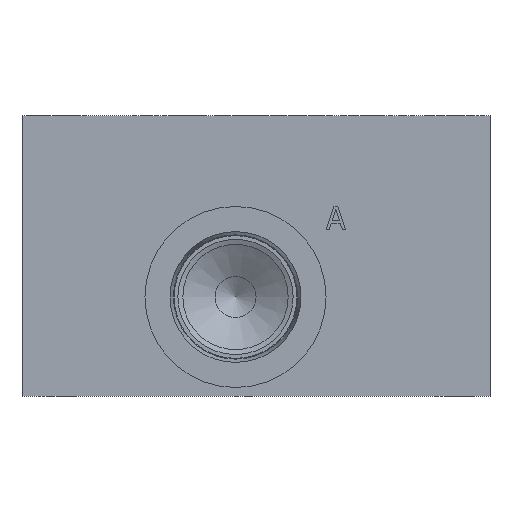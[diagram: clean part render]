
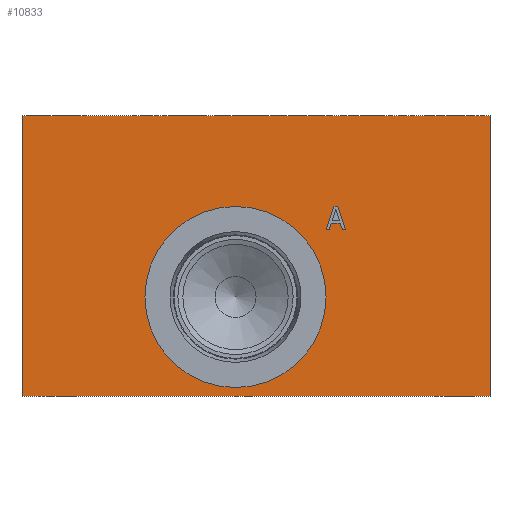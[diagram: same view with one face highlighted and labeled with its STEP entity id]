
A CAD part, left-side view. The second image highlights one B-rep face of the part: STEP entity #10833.
In plain terms, the highlighted planar face has unit normal (-1, 0, 0).
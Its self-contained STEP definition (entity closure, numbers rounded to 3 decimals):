
#112=CIRCLE('',#11285,24.562);
#113=CIRCLE('',#11286,24.562);
#336=FACE_BOUND('',#1822,.T.);
#337=FACE_BOUND('',#1823,.T.);
#1224=FACE_OUTER_BOUND('',#1821,.T.);
#1821=EDGE_LOOP('',(#8917,#8918,#8919,#8920));
#1822=EDGE_LOOP('',(#8921,#8922));
#1823=EDGE_LOOP('',(#8923,#8924,#8925,#8926,#8927,#8928,#8929,#8930));
#2365=LINE('',#16532,#3400);
#2878=LINE('',#17897,#3913);
#2882=LINE('',#17905,#3917);
#2885=LINE('',#17911,#3920);
#2888=LINE('',#17917,#3923);
#2891=LINE('',#17923,#3926);
#2894=LINE('',#17929,#3929);
#2897=LINE('',#17935,#3932);
#2900=LINE('',#17940,#3935);
#2902=LINE('',#17945,#3937);
#2903=LINE('',#17947,#3938);
#2904=LINE('',#17948,#3939);
#3400=VECTOR('',#12153,10.);
#3913=VECTOR('',#13050,10.);
#3917=VECTOR('',#13056,10.);
#3920=VECTOR('',#13061,10.);
#3923=VECTOR('',#13066,10.);
#3926=VECTOR('',#13071,10.);
#3929=VECTOR('',#13076,10.);
#3932=VECTOR('',#13081,10.);
#3935=VECTOR('',#13086,10.);
#3937=VECTOR('',#13092,10.);
#3938=VECTOR('',#13093,10.);
#3939=VECTOR('',#13094,10.);
#4464=VERTEX_POINT('',#16525);
#4467=VERTEX_POINT('',#16530);
#4846=VERTEX_POINT('',#17895);
#4847=VERTEX_POINT('',#17896);
#4850=VERTEX_POINT('',#17904);
#4852=VERTEX_POINT('',#17910);
#4854=VERTEX_POINT('',#17916);
#4856=VERTEX_POINT('',#17922);
#4858=VERTEX_POINT('',#17928);
#4860=VERTEX_POINT('',#17934);
#4862=VERTEX_POINT('',#17944);
#4863=VERTEX_POINT('',#17946);
#4864=VERTEX_POINT('',#17949);
#4865=VERTEX_POINT('',#17950);
#5696=EDGE_CURVE('',#4464,#4467,#2365,.T.);
#6255=EDGE_CURVE('',#4846,#4847,#2878,.T.);
#6259=EDGE_CURVE('',#4850,#4846,#2882,.T.);
#6262=EDGE_CURVE('',#4852,#4850,#2885,.T.);
#6265=EDGE_CURVE('',#4854,#4852,#2888,.T.);
#6268=EDGE_CURVE('',#4856,#4854,#2891,.T.);
#6271=EDGE_CURVE('',#4858,#4856,#2894,.T.);
#6274=EDGE_CURVE('',#4860,#4858,#2897,.T.);
#6277=EDGE_CURVE('',#4847,#4860,#2900,.T.);
#6279=EDGE_CURVE('',#4862,#4464,#2902,.T.);
#6280=EDGE_CURVE('',#4863,#4467,#2903,.T.);
#6281=EDGE_CURVE('',#4862,#4863,#2904,.T.);
#6282=EDGE_CURVE('',#4864,#4865,#112,.T.);
#6283=EDGE_CURVE('',#4865,#4864,#113,.T.);
#8917=ORIENTED_EDGE('',*,*,#6279,.T.);
#8918=ORIENTED_EDGE('',*,*,#5696,.T.);
#8919=ORIENTED_EDGE('',*,*,#6280,.F.);
#8920=ORIENTED_EDGE('',*,*,#6281,.F.);
#8921=ORIENTED_EDGE('',*,*,#6282,.T.);
#8922=ORIENTED_EDGE('',*,*,#6283,.T.);
#8923=ORIENTED_EDGE('',*,*,#6255,.T.);
#8924=ORIENTED_EDGE('',*,*,#6277,.T.);
#8925=ORIENTED_EDGE('',*,*,#6274,.T.);
#8926=ORIENTED_EDGE('',*,*,#6271,.T.);
#8927=ORIENTED_EDGE('',*,*,#6268,.T.);
#8928=ORIENTED_EDGE('',*,*,#6265,.T.);
#8929=ORIENTED_EDGE('',*,*,#6262,.T.);
#8930=ORIENTED_EDGE('',*,*,#6259,.T.);
#9943=PLANE('',#11284);
#10833=ADVANCED_FACE('',(#1224,#336,#337),#9943,.T.);
#11284=AXIS2_PLACEMENT_3D('',#17943,#13090,#13091);
#11285=AXIS2_PLACEMENT_3D('',#17951,#13095,#13096);
#11286=AXIS2_PLACEMENT_3D('',#17952,#13097,#13098);
#12153=DIRECTION('',(0.,0.,1.));
#13050=DIRECTION('',(0.,1.,0.));
#13056=DIRECTION('',(0.,0.309,-0.951));
#13061=DIRECTION('',(0.,1.,0.));
#13066=DIRECTION('',(0.,0.309,0.951));
#13071=DIRECTION('',(0.,1.,0.));
#13076=DIRECTION('',(0.,-0.319,-0.948));
#13081=DIRECTION('',(0.,-1.,0.));
#13086=DIRECTION('',(0.,-0.319,0.948));
#13090=DIRECTION('center_axis',(-1.,0.,0.));
#13091=DIRECTION('ref_axis',(0.,-1.,0.));
#13092=DIRECTION('',(0.,-1.,0.));
#13093=DIRECTION('',(0.,-1.,0.));
#13094=DIRECTION('',(0.,0.,1.));
#13095=DIRECTION('center_axis',(1.,0.,0.));
#13096=DIRECTION('ref_axis',(0.,0.,1.));
#13097=DIRECTION('center_axis',(1.,0.,0.));
#13098=DIRECTION('ref_axis',(0.,0.,1.));
#16525=CARTESIAN_POINT('',(0.,0.,0.));
#16530=CARTESIAN_POINT('',(0.,0.,76.2));
#16532=CARTESIAN_POINT('',(0.,0.,0.));
#17895=CARTESIAN_POINT('',(0.,43.637,45.244));
#17896=CARTESIAN_POINT('',(0.,44.491,45.244));
#17897=CARTESIAN_POINT('',(0.,85.318,45.244));
#17904=CARTESIAN_POINT('',(0.,43.061,47.019));
#17905=CARTESIAN_POINT('',(0.,53.967,13.425));
#17910=CARTESIAN_POINT('',(0.,40.637,47.019));
#17911=CARTESIAN_POINT('',(0.,83.818,47.019));
#17916=CARTESIAN_POINT('',(0.,40.061,45.244));
#17917=CARTESIAN_POINT('',(0.,37.561,37.545));
#17922=CARTESIAN_POINT('',(0.,39.17,45.244));
#17923=CARTESIAN_POINT('',(0.,83.085,45.244));
#17928=CARTESIAN_POINT('',(0.,41.311,51.594));
#17929=CARTESIAN_POINT('',(0.,37.874,41.399));
#17934=CARTESIAN_POINT('',(0.,42.35,51.594));
#17935=CARTESIAN_POINT('',(0.,84.675,51.594));
#17940=CARTESIAN_POINT('',(0.,55.549,12.442));
#17943=CARTESIAN_POINT('Origin',(0.,127.,0.));
#17944=CARTESIAN_POINT('',(0.,127.,0.));
#17945=CARTESIAN_POINT('',(0.,127.,0.));
#17946=CARTESIAN_POINT('',(0.,127.,76.2));
#17947=CARTESIAN_POINT('',(0.,127.,76.2));
#17948=CARTESIAN_POINT('',(0.,127.,0.));
#17949=CARTESIAN_POINT('',(0.,69.063,51.537));
#17950=CARTESIAN_POINT('',(0.,69.063,2.413));
#17951=CARTESIAN_POINT('Origin',(0.,69.063,26.975));
#17952=CARTESIAN_POINT('Origin',(0.,69.063,26.975));
